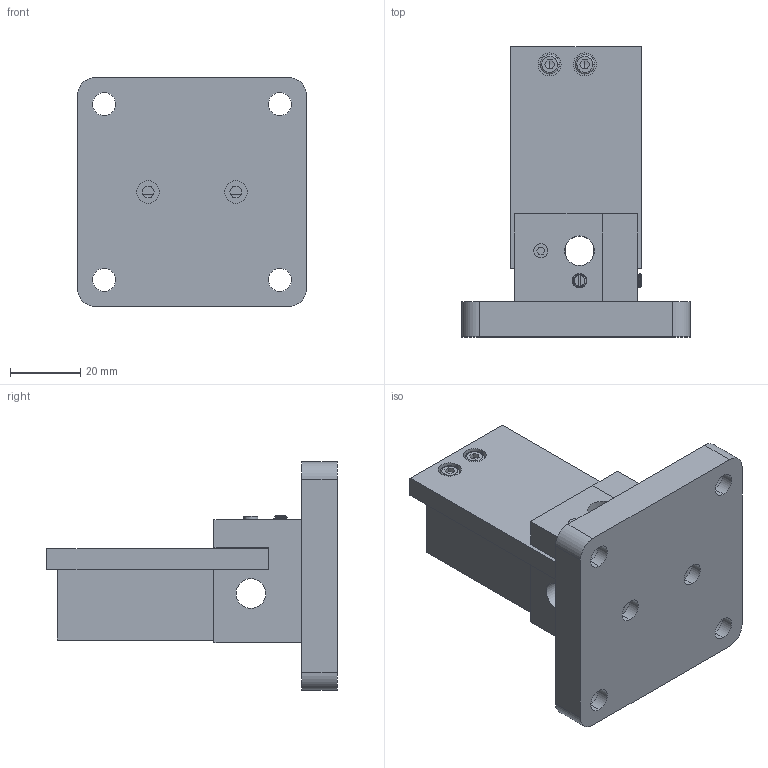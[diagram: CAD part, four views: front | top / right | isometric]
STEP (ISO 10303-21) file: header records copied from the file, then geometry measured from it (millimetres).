
FILE_DESCRIPTION (( 'STEP AP203' ), '1' );
FILE_NAME ('CUH-4M.STEP', '2017-12-04T08:52:35', ( '' ), ( '' ), 'SwSTEP 2.0', 'SolidWorks 2016', '' );
FILE_SCHEMA (( 'CONFIG_CONTROL_DESIGN' ));
Length unit declared in the file: millimetre
Products named in the file (1): CUH-4M
Bounding box: 65 x 82.5 x 65 mm (x, y, z)
Surface area: 26238.9 mm2 (no closed solid volume)
Topology: 0 solids, 13 shells, 156 faces, 488 edges, 341 vertices
Faces by surface type: plane 73, cylinder 51, bspline 18, cone 14
Entity records: 10929 total; most frequent: CARTESIAN_POINT 6830, ORIENTED_EDGE 797, DIRECTION 772, EDGE_CURVE 480, VERTEX_POINT 341, AXIS2_PLACEMENT_3D 275, LINE 222, VECTOR 222
